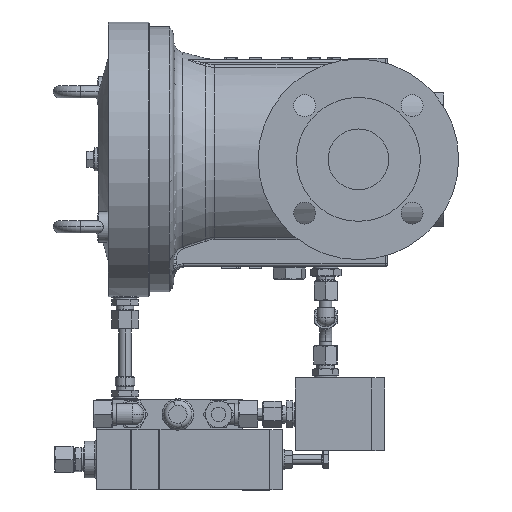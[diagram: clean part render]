
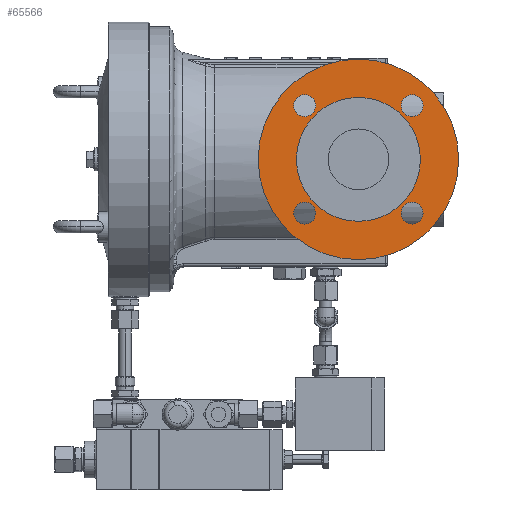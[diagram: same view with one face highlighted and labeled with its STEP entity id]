
A CAD part, left-side view. The second image highlights one B-rep face of the part: STEP entity #65566.
In plain terms, the highlighted planar face has unit normal (-1, 0, 0).
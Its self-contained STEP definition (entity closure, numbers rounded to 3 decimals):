
#111 = EDGE_CURVE ( 'Defeature ausgef�hrt1_1226+Defeature ausgef�hrt1_443+Defeature ausgef�hrt1_443+Defeature ausgef�hrt1_443', #28473, #67967, #84811, .T. ) ;
#613 = VERTEX_POINT ( 'NONE', #33717 ) ;
#1463 = CARTESIAN_POINT ( 'NONE',  ( -125.317, -44.461, 53.194 ) ) ;
#1999 = DIRECTION ( 'NONE',  ( 0., 0., 1. ) ) ;
#2439 = CARTESIAN_POINT ( 'NONE',  ( -125.317, 43.927, 53.194 ) ) ;
#2602 = CIRCLE ( 'NONE', #81464, 9. ) ;
#2658 = EDGE_CURVE ( 'Defeature ausgef�hrt1_443+Defeature ausgef�hrt1_442+Defeature ausgef�hrt1_442+Defeature ausgef�hrt1_442', #75378, #69491, #68522, .T. ) ;
#4336 = EDGE_CURVE ( 'Defeature ausgef�hrt1_444+Defeature ausgef�hrt1_443+Defeature ausgef�hrt1_443+Defeature ausgef�hrt1_443', #64119, #613, #42297, .T. ) ;
#4782 = CARTESIAN_POINT ( 'NONE',  ( -125.317, -35.461, -44.194 ) ) ;
#6335 = AXIS2_PLACEMENT_3D ( 'NONE', #9914, #45875, #59416 ) ;
#6378 = DIRECTION ( 'NONE',  ( 0., 0., -1. ) ) ;
#7280 = EDGE_CURVE ( 'Defeature ausgef�hrt1_1225+Defeature ausgef�hrt1_443+Defeature ausgef�hrt1_443+Defeature ausgef�hrt1_443', #23003, #18166, #12326, .T. ) ;
#7882 = AXIS2_PLACEMENT_3D ( 'NONE', #87798, #59301, #52192 ) ;
#8134 = AXIS2_PLACEMENT_3D ( 'NONE', #41701, #91116, #6378 ) ;
#9258 = CARTESIAN_POINT ( 'NONE',  ( -125.317, -53.461, -44.194 ) ) ;
#9725 = CARTESIAN_POINT ( 'NONE',  ( -125.317, 43.927, 35.194 ) ) ;
#9885 = FACE_OUTER_BOUND ( 'NONE', #20836, .T. ) ;
#9914 = CARTESIAN_POINT ( 'NONE',  ( -125.317, 43.927, -44.194 ) ) ;
#9968 = EDGE_CURVE ( 'Defeature ausgef�hrt1_443+Defeature ausgef�hrt1_442+Defeature ausgef�hrt1_442+Defeature ausgef�hrt1_442', #69491, #75378, #77466, .T. ) ;
#9973 = DIRECTION ( 'NONE',  ( -1., 0., 0. ) ) ;
#10068 = ORIENTED_EDGE ( 'NONE', *, *, #55885, .F. ) ;
#10317 = ORIENTED_EDGE ( 'NONE', *, *, #4336, .F. ) ;
#11054 = FACE_BOUND ( 'NONE', #86007, .T. ) ;
#12326 = CIRCLE ( 'NONE', #66099, 9. ) ;
#12404 = DIRECTION ( 'NONE',  ( 0., 0., -1. ) ) ;
#14608 = CIRCLE ( 'NONE', #79529, 9. ) ;
#16400 = DIRECTION ( 'NONE',  ( -1., 0., 0. ) ) ;
#17285 = ORIENTED_EDGE ( 'NONE', *, *, #20529, .F. ) ;
#17939 = CIRCLE ( 'NONE', #72086, 9. ) ;
#18166 = VERTEX_POINT ( 'NONE', #44152 ) ;
#18355 = DIRECTION ( 'NONE',  ( -1., 0., 0. ) ) ;
#20139 = EDGE_CURVE ( 'Defeature ausgef�hrt1_1227+Defeature ausgef�hrt1_443+Defeature ausgef�hrt1_443+Defeature ausgef�hrt1_443', #33218, #74803, #17939, .T. ) ;
#20529 = EDGE_CURVE ( 'Defeature ausgef�hrt1_444+Defeature ausgef�hrt1_443+Defeature ausgef�hrt1_443+Defeature ausgef�hrt1_443', #613, #64119, #90816, .T. ) ;
#20537 = AXIS2_PLACEMENT_3D ( 'NONE', #44722, #30482, #58905 ) ;
#20836 = EDGE_LOOP ( 'NONE', ( #10317, #17285 ) ) ;
#20851 = AXIS2_PLACEMENT_3D ( 'NONE', #26382, #40646, #12404 ) ;
#23003 = VERTEX_POINT ( 'NONE', #46623 ) ;
#25663 = CARTESIAN_POINT ( 'NONE',  ( -125.317, 43.927, -44.194 ) ) ;
#26382 = CARTESIAN_POINT ( 'NONE',  ( -125.317, -0.267, 0. ) ) ;
#28238 = DIRECTION ( 'NONE',  ( -1., 0., 0. ) ) ;
#28473 = VERTEX_POINT ( 'NONE', #4782 ) ;
#30482 = DIRECTION ( 'NONE',  ( 1., 0., 0. ) ) ;
#31183 = AXIS2_PLACEMENT_3D ( 'NONE', #37807, #16400, #45526 ) ;
#32151 = FACE_BOUND ( 'NONE', #77259, .T. ) ;
#33218 = VERTEX_POINT ( 'NONE', #90678 ) ;
#33420 = DIRECTION ( 'NONE',  ( 0., 1., 0. ) ) ;
#33717 = CARTESIAN_POINT ( 'NONE',  ( -125.317, -0.267, 82.5 ) ) ;
#33790 = ORIENTED_EDGE ( 'NONE', *, *, #40939, .F. ) ;
#37765 = CIRCLE ( 'NONE', #31183, 9. ) ;
#37807 = CARTESIAN_POINT ( 'NONE',  ( -125.317, -44.461, 44.194 ) ) ;
#38146 = ORIENTED_EDGE ( 'NONE', *, *, #2658, .T. ) ;
#38660 = EDGE_LOOP ( 'NONE', ( #10068, #54066 ) ) ;
#39321 = CIRCLE ( 'NONE', #6335, 9. ) ;
#40646 = DIRECTION ( 'NONE',  ( 1., 0., 0. ) ) ;
#40939 = EDGE_CURVE ( 'Defeature ausgef�hrt1_1224+Defeature ausgef�hrt1_443+Defeature ausgef�hrt1_443+Defeature ausgef�hrt1_443', #61498, #86433, #14608, .T. ) ;
#41373 = AXIS2_PLACEMENT_3D ( 'NONE', #44604, #86672, #44296 ) ;
#41701 = CARTESIAN_POINT ( 'NONE',  ( -125.317, -44.461, -44.194 ) ) ;
#42188 = CARTESIAN_POINT ( 'NONE',  ( -125.317, -44.461, -44.194 ) ) ;
#42297 = CIRCLE ( 'NONE', #20851, 82.5 ) ;
#44152 = CARTESIAN_POINT ( 'NONE',  ( -125.317, 34.927, -44.194 ) ) ;
#44296 = DIRECTION ( 'NONE',  ( 0., 0., -1. ) ) ;
#44604 = CARTESIAN_POINT ( 'NONE',  ( -125.317, -0.267, 0. ) ) ;
#44722 = CARTESIAN_POINT ( 'NONE',  ( -125.317, -0.267, 0. ) ) ;
#45526 = DIRECTION ( 'NONE',  ( 0., -1., 0. ) ) ;
#45875 = DIRECTION ( 'NONE',  ( -1., 0., 0. ) ) ;
#46351 = CARTESIAN_POINT ( 'NONE',  ( -125.317, -0.267, 0. ) ) ;
#46623 = CARTESIAN_POINT ( 'NONE',  ( -125.317, 52.927, -44.194 ) ) ;
#46858 = CARTESIAN_POINT ( 'NONE',  ( -125.317, -44.461, 44.194 ) ) ;
#47282 = EDGE_LOOP ( 'NONE', ( #47518, #33790 ) ) ;
#47518 = ORIENTED_EDGE ( 'NONE', *, *, #54299, .F. ) ;
#50494 = EDGE_CURVE ( 'Defeature ausgef�hrt1_1227+Defeature ausgef�hrt1_443+Defeature ausgef�hrt1_443+Defeature ausgef�hrt1_443', #74803, #33218, #37765, .T. ) ;
#52192 = DIRECTION ( 'NONE',  ( 0., 0., -1. ) ) ;
#52805 = PLANE ( 'NONE',  #7882 ) ;
#54066 = ORIENTED_EDGE ( 'NONE', *, *, #111, .F. ) ;
#54299 = EDGE_CURVE ( 'Defeature ausgef�hrt1_1224+Defeature ausgef�hrt1_443+Defeature ausgef�hrt1_443+Defeature ausgef�hrt1_443', #86433, #61498, #2602, .T. ) ;
#54881 = EDGE_LOOP ( 'NONE', ( #66277, #38146 ) ) ;
#55666 = ORIENTED_EDGE ( 'NONE', *, *, #84186, .F. ) ;
#55885 = EDGE_CURVE ( 'Defeature ausgef�hrt1_1226+Defeature ausgef�hrt1_443+Defeature ausgef�hrt1_443+Defeature ausgef�hrt1_443', #67967, #28473, #57509, .T. ) ;
#57038 = ORIENTED_EDGE ( 'NONE', *, *, #20139, .F. ) ;
#57509 = CIRCLE ( 'NONE', #8134, 9. ) ;
#58905 = DIRECTION ( 'NONE',  ( 0., 0., -1. ) ) ;
#59301 = DIRECTION ( 'NONE',  ( 1., 0., 0. ) ) ;
#59416 = DIRECTION ( 'NONE',  ( 0., 1., 0. ) ) ;
#60864 = FACE_BOUND ( 'NONE', #47282, .T. ) ;
#61498 = VERTEX_POINT ( 'NONE', #9725 ) ;
#61770 = CARTESIAN_POINT ( 'NONE',  ( -125.317, -0.267, -51. ) ) ;
#64119 = VERTEX_POINT ( 'NONE', #77355 ) ;
#64448 = ORIENTED_EDGE ( 'NONE', *, *, #50494, .F. ) ;
#65566 = ADVANCED_FACE ( 'Defeature ausgef�hrt1_443', ( #32151, #84146, #11054, #60864, #69792, #9885 ), #52805, .F. ) ;
#66099 = AXIS2_PLACEMENT_3D ( 'NONE', #25663, #76094, #33420 ) ;
#66277 = ORIENTED_EDGE ( 'NONE', *, *, #9968, .T. ) ;
#67967 = VERTEX_POINT ( 'NONE', #9258 ) ;
#68027 = DIRECTION ( 'NONE',  ( 0., 0., 1. ) ) ;
#68522 = CIRCLE ( 'NONE', #20537, 51. ) ;
#69491 = VERTEX_POINT ( 'NONE', #61770 ) ;
#69792 = FACE_BOUND ( 'NONE', #54881, .T. ) ;
#72086 = AXIS2_PLACEMENT_3D ( 'NONE', #46858, #18355, #80238 ) ;
#72209 = CARTESIAN_POINT ( 'NONE',  ( -125.317, 43.927, 44.194 ) ) ;
#72796 = CARTESIAN_POINT ( 'NONE',  ( -125.317, -0.267, 51. ) ) ;
#74236 = AXIS2_PLACEMENT_3D ( 'NONE', #42188, #28238, #85180 ) ;
#74803 = VERTEX_POINT ( 'NONE', #1463 ) ;
#75113 = DIRECTION ( 'NONE',  ( 0., 0., -1. ) ) ;
#75378 = VERTEX_POINT ( 'NONE', #72796 ) ;
#76059 = DIRECTION ( 'NONE',  ( -1., 0., 0. ) ) ;
#76094 = DIRECTION ( 'NONE',  ( -1., 0., 0. ) ) ;
#77259 = EDGE_LOOP ( 'NONE', ( #64448, #57038 ) ) ;
#77355 = CARTESIAN_POINT ( 'NONE',  ( -125.317, -0.267, -82.5 ) ) ;
#77466 = CIRCLE ( 'NONE', #41373, 51. ) ;
#79529 = AXIS2_PLACEMENT_3D ( 'NONE', #83141, #76059, #68027 ) ;
#80238 = DIRECTION ( 'NONE',  ( 0., -1., 0. ) ) ;
#81464 = AXIS2_PLACEMENT_3D ( 'NONE', #72209, #9973, #1999 ) ;
#81560 = AXIS2_PLACEMENT_3D ( 'NONE', #46351, #81860, #75113 ) ;
#81860 = DIRECTION ( 'NONE',  ( 1., 0., 0. ) ) ;
#83141 = CARTESIAN_POINT ( 'NONE',  ( -125.317, 43.927, 44.194 ) ) ;
#84146 = FACE_BOUND ( 'NONE', #38660, .T. ) ;
#84186 = EDGE_CURVE ( 'Defeature ausgef�hrt1_1225+Defeature ausgef�hrt1_443+Defeature ausgef�hrt1_443+Defeature ausgef�hrt1_443', #18166, #23003, #39321, .T. ) ;
#84811 = CIRCLE ( 'NONE', #74236, 9. ) ;
#85180 = DIRECTION ( 'NONE',  ( 0., 0., -1. ) ) ;
#86007 = EDGE_LOOP ( 'NONE', ( #55666, #87869 ) ) ;
#86433 = VERTEX_POINT ( 'NONE', #2439 ) ;
#86672 = DIRECTION ( 'NONE',  ( 1., 0., 0. ) ) ;
#87798 = CARTESIAN_POINT ( 'NONE',  ( -125.317, 85.162, 0. ) ) ;
#87869 = ORIENTED_EDGE ( 'NONE', *, *, #7280, .F. ) ;
#90678 = CARTESIAN_POINT ( 'NONE',  ( -125.317, -44.461, 35.194 ) ) ;
#90816 = CIRCLE ( 'NONE', #81560, 82.5 ) ;
#91116 = DIRECTION ( 'NONE',  ( -1., 0., 0. ) ) ;
